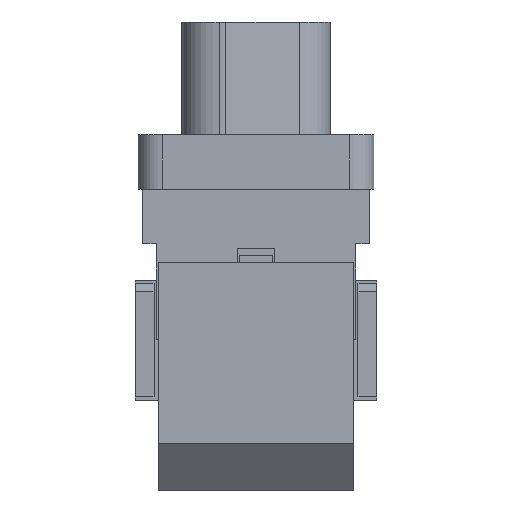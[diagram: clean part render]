
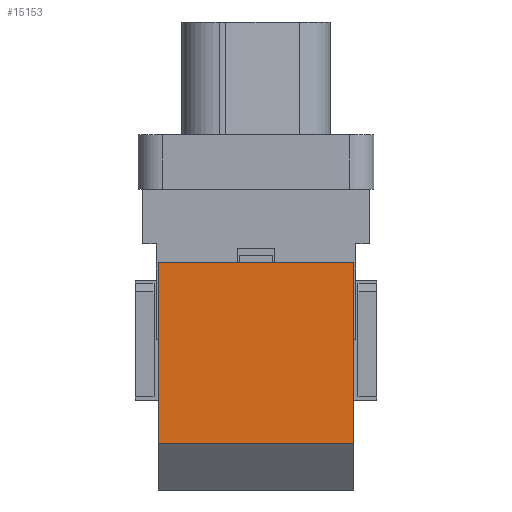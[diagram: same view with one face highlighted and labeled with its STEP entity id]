
A CAD part, left-side view. The second image highlights one B-rep face of the part: STEP entity #15153.
In plain terms, the highlighted planar face has unit normal (-1, 0, 0).
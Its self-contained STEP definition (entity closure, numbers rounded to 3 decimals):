
#1362=PLANE('',#16315);
#3062=VERTEX_POINT('',#23452);
#3063=VERTEX_POINT('',#23454);
#3074=VERTEX_POINT('',#23491);
#3075=VERTEX_POINT('',#23493);
#4602=VECTOR('',#19399,1.);
#4622=VECTOR('',#19426,1.);
#4633=VECTOR('',#19440,1.);
#4634=VECTOR('',#19442,1.);
#6217=LINE('',#23453,#4602);
#6237=LINE('',#23492,#4622);
#6248=LINE('',#23511,#4633);
#6249=LINE('',#23513,#4634);
#8206=EDGE_CURVE('',#3062,#3063,#6217,.T.);
#8226=EDGE_CURVE('',#3074,#3075,#6237,.T.);
#8237=EDGE_CURVE('',#3062,#3075,#6248,.T.);
#8238=EDGE_CURVE('',#3063,#3074,#6249,.T.);
#11925=ORIENTED_EDGE('',*,*,#8206,.F.);
#11926=ORIENTED_EDGE('',*,*,#8237,.T.);
#11927=ORIENTED_EDGE('',*,*,#8226,.F.);
#11928=ORIENTED_EDGE('',*,*,#8238,.F.);
#13489=EDGE_LOOP('',(#11925,#11926,#11927,#11928));
#14362=FACE_BOUND('',#13489,.T.);
#15153=ADVANCED_FACE('',(#14362),#1362,.T.);
#16315=AXIS2_PLACEMENT_3D('',#23512,#19441,$);
#19399=DIRECTION('',(0.,0.,1.));
#19426=DIRECTION('',(0.,0.,-1.));
#19440=DIRECTION('',(0.,-1.,0.));
#19441=DIRECTION('',(-1.,0.,0.));
#19442=DIRECTION('',(0.,-1.,0.));
#23452=CARTESIAN_POINT('',(-18.68,5.2,-16.45));
#23453=CARTESIAN_POINT('',(-18.68,5.2,-16.45));
#23454=CARTESIAN_POINT('',(-18.68,5.2,-6.8));
#23491=CARTESIAN_POINT('',(-18.68,-5.2,-6.8));
#23492=CARTESIAN_POINT('',(-18.68,-5.2,-6.8));
#23493=CARTESIAN_POINT('',(-18.68,-5.2,-16.45));
#23511=CARTESIAN_POINT('',(-18.68,5.2,-16.45));
#23512=CARTESIAN_POINT('',(-18.68,6.,-11.625));
#23513=CARTESIAN_POINT('',(-18.68,5.2,-6.8));
